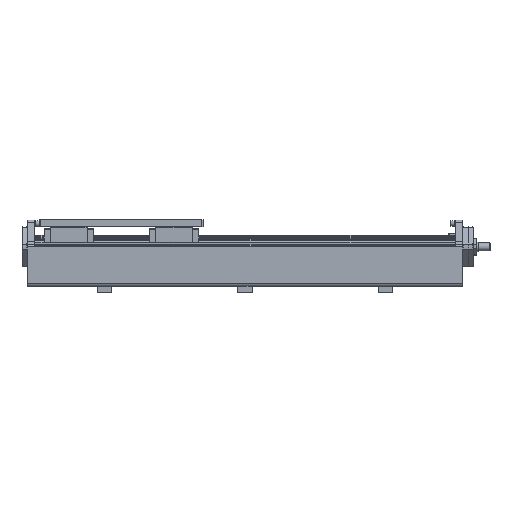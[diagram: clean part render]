
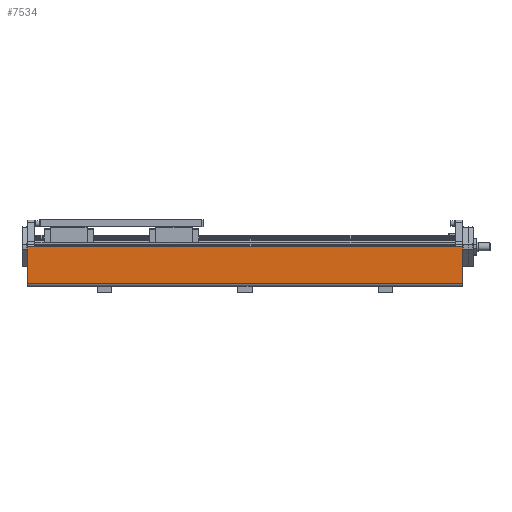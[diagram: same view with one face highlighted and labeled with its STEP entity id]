
A CAD part, left-side view. The second image highlights one B-rep face of the part: STEP entity #7534.
In plain terms, the highlighted planar face has unit normal (-1, 0, 0).
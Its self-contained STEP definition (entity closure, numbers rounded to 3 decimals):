
#7477=CARTESIAN_POINT('',(0.,99.,6.));
#7478=VERTEX_POINT('',#7477);
#7486=CARTESIAN_POINT('',(0.,1029.,6.));
#7487=VERTEX_POINT('',#7486);
#7488=CARTESIAN_POINT('',(0.,99.,6.));
#7489=DIRECTION('',(0.0,1.0,0.0));
#7490=VECTOR('',#7489,930.);
#7491=LINE('',#7488,#7490);
#7492=EDGE_CURVE('',#7478,#7487,#7491,.T.);
#7504=CARTESIAN_POINT('',(0.0,1016.5,0.));
#7505=DIRECTION('',(-1.0,0.0,0.0));
#7506=DIRECTION('',(0.0,-1.0,0.0));
#7507=AXIS2_PLACEMENT_3D('',#7504,#7505,#7506);
#7508=PLANE('',#7507);
#7509=CARTESIAN_POINT('',(0.,99.,83.75));
#7510=VERTEX_POINT('',#7509);
#7511=CARTESIAN_POINT('',(0.,1029.,83.75));
#7512=VERTEX_POINT('',#7511);
#7513=CARTESIAN_POINT('',(0.,99.,83.75));
#7514=DIRECTION('',(0.0,1.0,0.0));
#7515=VECTOR('',#7514,930.);
#7516=LINE('',#7513,#7515);
#7517=EDGE_CURVE('',#7510,#7512,#7516,.T.);
#7518=ORIENTED_EDGE('',*,*,#7517,.T.);
#7519=CARTESIAN_POINT('',(0.,1029.,83.75));
#7520=DIRECTION('',(0.0,0.0,-1.0));
#7521=VECTOR('',#7520,77.75);
#7522=LINE('',#7519,#7521);
#7523=EDGE_CURVE('',#7512,#7487,#7522,.T.);
#7524=ORIENTED_EDGE('',*,*,#7523,.T.);
#7525=ORIENTED_EDGE('',*,*,#7492,.F.);
#7526=CARTESIAN_POINT('',(0.,99.,6.));
#7527=DIRECTION('',(0.0,0.0,1.0));
#7528=VECTOR('',#7527,77.75);
#7529=LINE('',#7526,#7528);
#7530=EDGE_CURVE('',#7478,#7510,#7529,.T.);
#7531=ORIENTED_EDGE('',*,*,#7530,.T.);
#7532=EDGE_LOOP('',(#7518,#7524,#7525,#7531));
#7533=FACE_OUTER_BOUND('',#7532,.T.);
#7534=ADVANCED_FACE('',(#7533),#7508,.T.);
